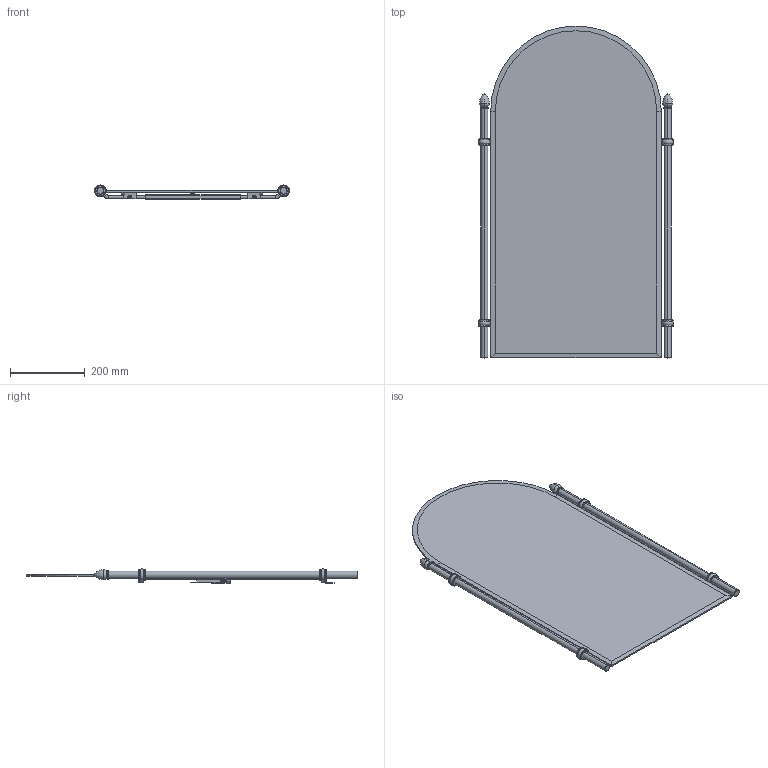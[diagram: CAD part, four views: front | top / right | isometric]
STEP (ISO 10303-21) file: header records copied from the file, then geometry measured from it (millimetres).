
FILE_DESCRIPTION((''),'2;1');
FILE_NAME('1541_WEB','2010-11-26T',('project'),(''),'PRO/ENGINEER BY PARAMETRIC TECHNOLOGY CORPORATION, 2009300','PRO/ENGINEER BY PARAMETRIC TECHNOLOGY CORPORATION, 2009300','');
FILE_SCHEMA(('CONFIG_CONTROL_DESIGN'));
Products named in the file (1): 1541_WEB
Bounding box: 521.96 x 889 x 37.66 mm (x, y, z)
Surface area: 1009186.1 mm2 (no closed solid volume)
Topology: 0 solids, 34 shells, 462 faces, 1647 edges, 1198 vertices
Faces by surface type: bspline 205, plane 110, cylinder 88, torus 38, sphere 14, cone 7
Entity records: 47000 total; most frequent: CARTESIAN_POINT 35472, ORIENTED_EDGE 2711, EDGE_CURVE 1645, DIRECTION 1623, VERTEX_POINT 1198, B_SPLINE_CURVE_WITH_KNOTS 919, AXIS2_PLACEMENT_3D 640, EDGE_LOOP 462
